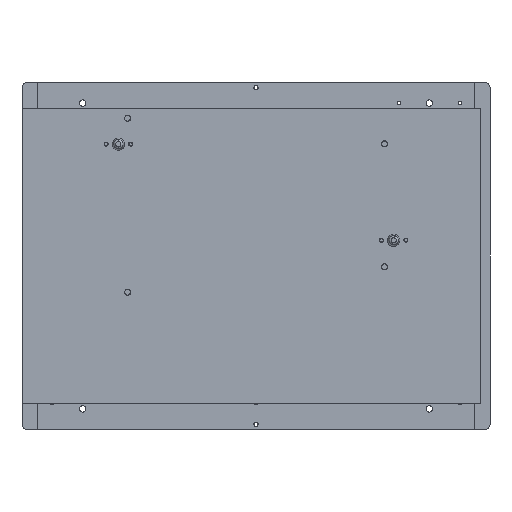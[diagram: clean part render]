
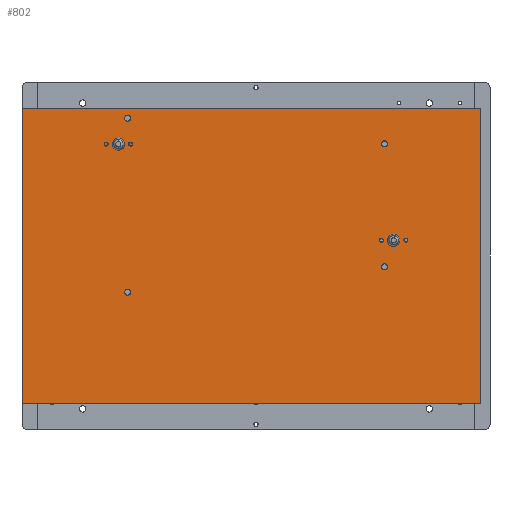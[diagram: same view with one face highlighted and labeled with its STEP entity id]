
A CAD part, front view. The second image highlights one B-rep face of the part: STEP entity #802.
In plain terms, the highlighted planar face has unit normal (0, -1, 0).
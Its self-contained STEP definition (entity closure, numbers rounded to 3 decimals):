
#146 = CARTESIAN_POINT ( 'NONE',  ( -225., -5., 145. ) ) ;
#244 = FACE_OUTER_BOUND ( 'NONE', #2674, .T. ) ;
#274 = ORIENTED_EDGE ( 'NONE', *, *, #2317, .F. ) ;
#802 = ADVANCED_FACE ( 'NONE', ( #244 ), #3443, .T. ) ;
#832 = VERTEX_POINT ( 'NONE', #1484 ) ;
#948 = VECTOR ( 'NONE', #4394, 1000. ) ;
#1002 = CARTESIAN_POINT ( 'NONE',  ( -225., -5., -145. ) ) ;
#1364 = CARTESIAN_POINT ( 'NONE',  ( -225., -5., 145. ) ) ;
#1434 = ORIENTED_EDGE ( 'NONE', *, *, #3731, .F. ) ;
#1463 = LINE ( 'NONE', #2198, #3167 ) ;
#1469 = CARTESIAN_POINT ( 'NONE',  ( -225., -5., 145. ) ) ;
#1484 = CARTESIAN_POINT ( 'NONE',  ( 225., -5., -145. ) ) ;
#1697 = VERTEX_POINT ( 'NONE', #6015 ) ;
#1762 = LINE ( 'NONE', #146, #3160 ) ;
#2007 = CARTESIAN_POINT ( 'NONE',  ( 225., -5., -145. ) ) ;
#2198 = CARTESIAN_POINT ( 'NONE',  ( 225., -5., 145. ) ) ;
#2317 = EDGE_CURVE ( 'NONE', #2462, #2624, #1762, .T. ) ;
#2462 = VERTEX_POINT ( 'NONE', #4580 ) ;
#2615 = DIRECTION ( 'NONE',  ( 0., 0., -1. ) ) ;
#2624 = VERTEX_POINT ( 'NONE', #1469 ) ;
#2674 = EDGE_LOOP ( 'NONE', ( #5550, #2970, #274, #1434 ) ) ;
#2970 = ORIENTED_EDGE ( 'NONE', *, *, #5675, .F. ) ;
#3030 = LINE ( 'NONE', #1364, #6020 ) ;
#3160 = VECTOR ( 'NONE', #5778, 1000. ) ;
#3167 = VECTOR ( 'NONE', #2615, 1000. ) ;
#3443 = PLANE ( 'NONE',  #5640 ) ;
#3614 = LINE ( 'NONE', #1002, #948 ) ;
#3731 = EDGE_CURVE ( 'NONE', #832, #2462, #3614, .T. ) ;
#4394 = DIRECTION ( 'NONE',  ( -1., 0., 0. ) ) ;
#4580 = CARTESIAN_POINT ( 'NONE',  ( -225., -5., -145. ) ) ;
#4724 = DIRECTION ( 'NONE',  ( 1., 0., 0. ) ) ;
#5550 = ORIENTED_EDGE ( 'NONE', *, *, #6029, .F. ) ;
#5640 = AXIS2_PLACEMENT_3D ( 'NONE', #2007, #5692, #5729 ) ;
#5675 = EDGE_CURVE ( 'NONE', #2624, #1697, #3030, .T. ) ;
#5692 = DIRECTION ( 'NONE',  ( 0., -1., 0. ) ) ;
#5729 = DIRECTION ( 'NONE',  ( 0., 0., -1. ) ) ;
#5778 = DIRECTION ( 'NONE',  ( 0., 0., 1. ) ) ;
#6015 = CARTESIAN_POINT ( 'NONE',  ( 225., -5., 145. ) ) ;
#6020 = VECTOR ( 'NONE', #4724, 1000. ) ;
#6029 = EDGE_CURVE ( 'NONE', #1697, #832, #1463, .T. ) ;
